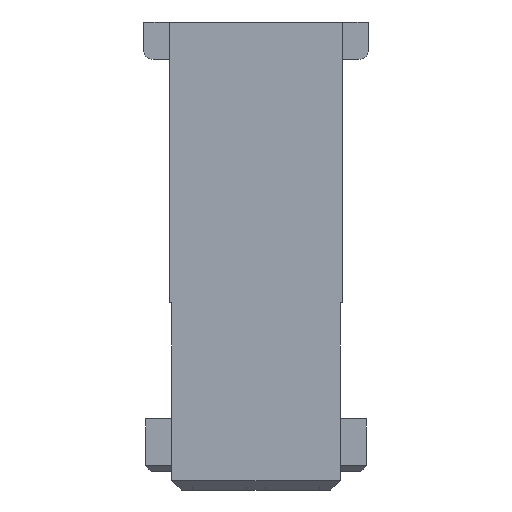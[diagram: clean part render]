
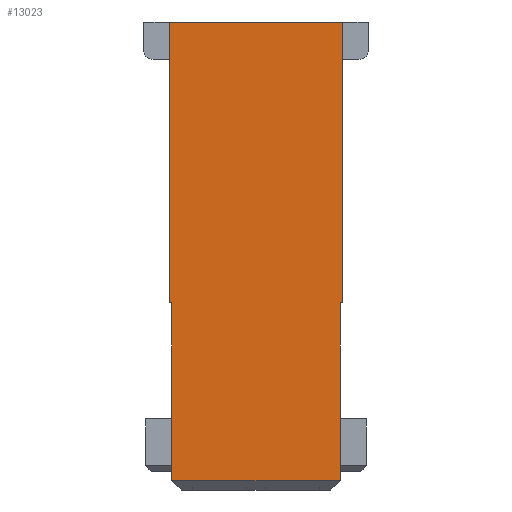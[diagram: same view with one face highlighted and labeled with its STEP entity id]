
A CAD part, left-side view. The second image highlights one B-rep face of the part: STEP entity #13023.
In plain terms, the highlighted planar face has unit normal (-1, 0, 0).
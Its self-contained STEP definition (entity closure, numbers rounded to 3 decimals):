
#3172=ORIENTED_EDGE('',*,*,#3865,.T.);
#3173=ORIENTED_EDGE('',*,*,#5230,.T.);
#3174=ORIENTED_EDGE('',*,*,#5580,.T.);
#3175=ORIENTED_EDGE('',*,*,#5573,.T.);
#3176=ORIENTED_EDGE('',*,*,#3947,.T.);
#3177=ORIENTED_EDGE('',*,*,#5581,.T.);
#3178=ORIENTED_EDGE('',*,*,#4152,.T.);
#3179=ORIENTED_EDGE('',*,*,#5579,.T.);
#3865=EDGE_CURVE('',#5718,#5717,#6929,.T.);
#3947=EDGE_CURVE('',#5795,#5794,#7009,.T.);
#4152=EDGE_CURVE('',#5915,#5914,#7180,.T.);
#5230=EDGE_CURVE('',#5717,#6676,#8228,.T.);
#5573=EDGE_CURVE('',#6850,#5795,#8571,.T.);
#5579=EDGE_CURVE('',#5914,#5718,#8577,.T.);
#5580=EDGE_CURVE('',#6676,#6850,#8578,.T.);
#5581=EDGE_CURVE('',#5794,#5915,#8579,.T.);
#5717=VERTEX_POINT('',#17137);
#5718=VERTEX_POINT('',#17139);
#5794=VERTEX_POINT('',#17302);
#5795=VERTEX_POINT('',#17304);
#5914=VERTEX_POINT('',#17713);
#5915=VERTEX_POINT('',#17715);
#6676=VERTEX_POINT('',#19924);
#6850=VERTEX_POINT('',#20553);
#6929=LINE('',#17138,#8713);
#7009=LINE('',#17303,#8793);
#7180=LINE('',#17714,#8964);
#8228=LINE('',#19925,#10012);
#8571=LINE('',#20552,#10355);
#8577=LINE('',#20562,#10361);
#8578=LINE('',#20564,#10362);
#8579=LINE('',#20565,#10363);
#8713=VECTOR('',#13874,1000.);
#8793=VECTOR('',#13970,1000.);
#8964=VECTOR('',#14381,1000.);
#10012=VECTOR('',#16231,1000.);
#10355=VECTOR('',#16796,1000.);
#10361=VECTOR('',#16808,1000.);
#10362=VECTOR('',#16811,1000.);
#10363=VECTOR('',#16812,1000.);
#11055=EDGE_LOOP('',(#3172,#3173,#3174,#3175,#3176,#3177,#3178,#3179));
#11737=FACE_BOUND('',#11055,.T.);
#12371=PLANE('',#13757);
#13023=ADVANCED_FACE('',(#11737),#12371,.T.);
#13757=AXIS2_PLACEMENT_3D('',#20563,#16809,#16810);
#13874=DIRECTION('',(0.,0.,-1.));
#13970=DIRECTION('',(0.,0.,1.));
#14381=DIRECTION('',(0.,0.,-1.));
#16231=DIRECTION('',(0.,-1.,0.));
#16796=DIRECTION('',(0.,-1.,0.));
#16808=DIRECTION('',(0.,-1.,0.));
#16809=DIRECTION('',(-1.,0.,0.));
#16810=DIRECTION('',(0.,0.,1.));
#16811=DIRECTION('',(0.,0.,1.));
#16812=DIRECTION('',(0.,1.,0.));
#17137=CARTESIAN_POINT('',(-22.5,4.5,-12.));
#17138=CARTESIAN_POINT('',(-22.5,4.5,-2.5));
#17139=CARTESIAN_POINT('',(-22.5,4.5,-2.5));
#17302=CARTESIAN_POINT('',(-22.5,-4.625,12.5));
#17303=CARTESIAN_POINT('',(-22.5,-4.625,12.5));
#17304=CARTESIAN_POINT('',(-22.5,-4.625,-2.5));
#17713=CARTESIAN_POINT('',(-22.5,4.625,-2.5));
#17714=CARTESIAN_POINT('',(-22.5,4.625,12.5));
#17715=CARTESIAN_POINT('',(-22.5,4.625,12.5));
#19924=CARTESIAN_POINT('',(-22.5,-4.5,-12.));
#19925=CARTESIAN_POINT('',(-22.5,-4.5,-12.));
#20552=CARTESIAN_POINT('',(-22.5,-4.625,-2.5));
#20553=CARTESIAN_POINT('',(-22.5,-4.5,-2.5));
#20562=CARTESIAN_POINT('',(-22.5,4.625,-2.5));
#20563=CARTESIAN_POINT('',(-22.5,0.,0.));
#20564=CARTESIAN_POINT('',(-22.5,-4.5,-2.5));
#20565=CARTESIAN_POINT('',(-22.5,4.625,12.5));
